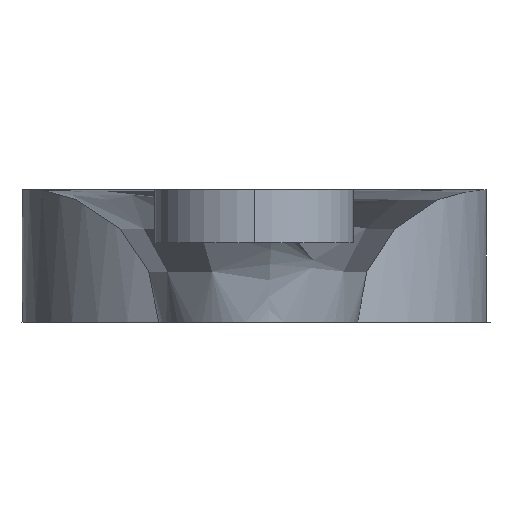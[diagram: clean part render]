
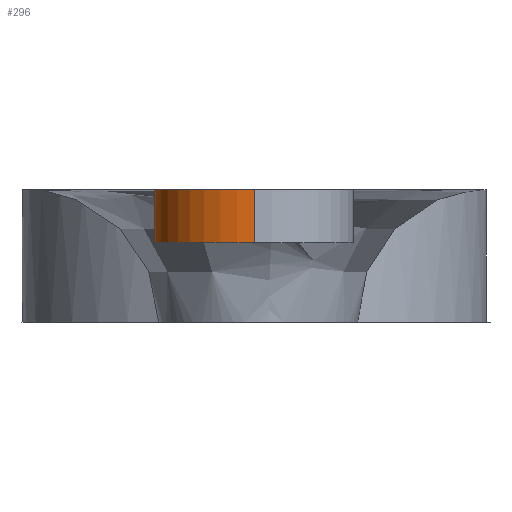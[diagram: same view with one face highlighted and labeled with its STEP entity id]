
A CAD part, left-side view. The second image highlights one B-rep face of the part: STEP entity #296.
In plain terms, the highlighted cylindrical face has radius 0.75 mm (diameter 1.5 mm), a partial arc.
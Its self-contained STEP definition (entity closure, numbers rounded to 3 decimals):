
#229=CARTESIAN_POINT('',(-8.037,0.75,59.599));
#230=VERTEX_POINT('',#229);
#239=CARTESIAN_POINT('',(-8.037,0.75,59.999));
#240=VERTEX_POINT('',#239);
#241=CARTESIAN_POINT('',(-8.037,0.75,59.999));
#242=DIRECTION('',(0.,-0.,-1.));
#243=VECTOR('',#242,0.4);
#244=LINE('',#241,#243);
#245=EDGE_CURVE('',#240,#230,#244,.T.);
#264=CARTESIAN_POINT('',(-8.037,0.,59.999));
#265=DIRECTION('',(0.,-0.,-1.));
#266=DIRECTION('',(-1.,0.,-0.));
#267=AXIS2_PLACEMENT_3D('',#264,#265,#266);
#268=CYLINDRICAL_SURFACE('',#267,0.75);
#269=CARTESIAN_POINT('',(-8.787,0.,59.599));
#270=VERTEX_POINT('',#269);
#271=CARTESIAN_POINT('',(-8.787,0.,59.999));
#272=VERTEX_POINT('',#271);
#273=CARTESIAN_POINT('',(-8.787,0.,59.599));
#274=DIRECTION('',(-0.,0.,1.));
#275=VECTOR('',#274,0.4);
#276=LINE('',#273,#275);
#277=EDGE_CURVE('',#270,#272,#276,.T.);
#278=ORIENTED_EDGE('',*,*,#277,.T.);
#279=CARTESIAN_POINT('',(-8.037,0.,59.999));
#280=DIRECTION('',(-0.,0.,1.));
#281=DIRECTION('',(1.,0.,0.));
#282=AXIS2_PLACEMENT_3D('',#279,#280,#281);
#283=CIRCLE('',#282,0.75);
#284=EDGE_CURVE('',#240,#272,#283,.T.);
#285=ORIENTED_EDGE('',*,*,#284,.F.);
#286=ORIENTED_EDGE('',*,*,#245,.T.);
#287=CARTESIAN_POINT('',(-8.037,0.,59.599));
#288=DIRECTION('',(-0.,0.,1.));
#289=DIRECTION('',(1.,0.,0.));
#290=AXIS2_PLACEMENT_3D('',#287,#288,#289);
#291=CIRCLE('',#290,0.75);
#292=EDGE_CURVE('',#230,#270,#291,.T.);
#293=ORIENTED_EDGE('',*,*,#292,.T.);
#294=EDGE_LOOP('',(#278,#285,#286,#293));
#295=FACE_BOUND('',#294,.T.);
#296=ADVANCED_FACE('',(#295),#268,.T.);
